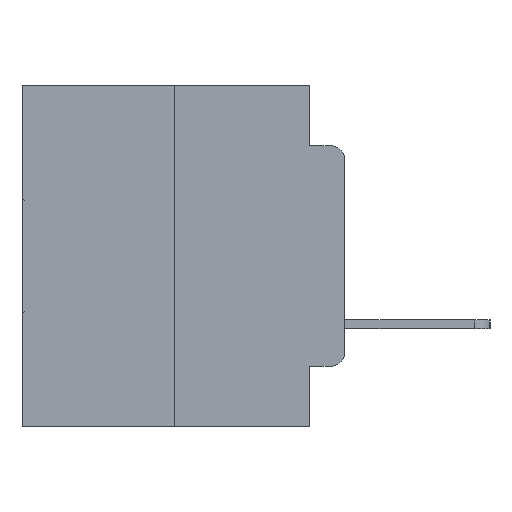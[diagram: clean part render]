
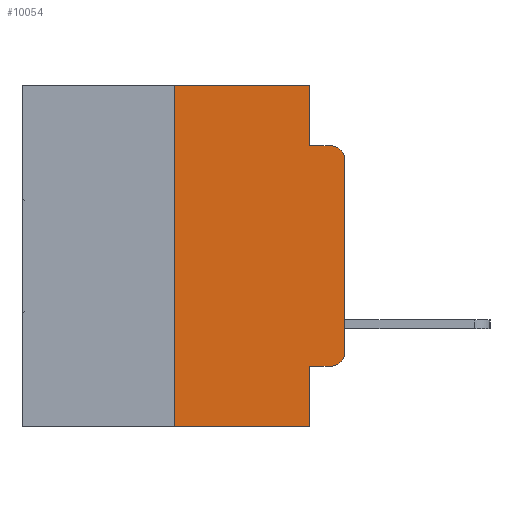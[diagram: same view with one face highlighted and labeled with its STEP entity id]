
A CAD part, left-side view. The second image highlights one B-rep face of the part: STEP entity #10054.
In plain terms, the highlighted planar face has unit normal (-1, 0, 0).
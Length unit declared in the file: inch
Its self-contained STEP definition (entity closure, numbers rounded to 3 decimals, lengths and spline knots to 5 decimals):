
#171 = DIRECTION ( 'NONE',  ( 0., -1., 0. ) ) ;
#604 = CARTESIAN_POINT ( 'NONE',  ( 0., 0.473, -0.5 ) ) ;
#1100 = EDGE_CURVE ( 'NONE', #27557, #27566, #2815, .T. ) ;
#1321 = ORIENTED_EDGE ( 'NONE', *, *, #3827, .F. ) ;
#2094 = CIRCLE ( 'NONE', #7159, 0.02 ) ;
#2163 = VERTEX_POINT ( 'NONE', #5848 ) ;
#2712 = DIRECTION ( 'NONE',  ( 0., -1., 0. ) ) ;
#2815 = CIRCLE ( 'NONE', #24894, 0.02 ) ;
#3311 = CARTESIAN_POINT ( 'NONE',  ( 0., 0.25, -0.5 ) ) ;
#3359 = VECTOR ( 'NONE', #18454, 39.37008 ) ;
#3708 = ORIENTED_EDGE ( 'NONE', *, *, #5526, .F. ) ;
#3827 = EDGE_CURVE ( 'NONE', #4204, #17002, #15582, .T. ) ;
#3998 = ORIENTED_EDGE ( 'NONE', *, *, #12641, .T. ) ;
#4204 = VERTEX_POINT ( 'NONE', #3311 ) ;
#4275 = LINE ( 'NONE', #15748, #15486 ) ;
#5382 = CARTESIAN_POINT ( 'NONE',  ( 0., 0.473, 0. ) ) ;
#5526 = EDGE_CURVE ( 'NONE', #19068, #2163, #11671, .T. ) ;
#5552 = LINE ( 'NONE', #13187, #28255 ) ;
#5621 = VECTOR ( 'NONE', #11454, 39.37008 ) ;
#5711 = LINE ( 'NONE', #25712, #10990 ) ;
#5757 = ORIENTED_EDGE ( 'NONE', *, *, #15588, .F. ) ;
#5848 = CARTESIAN_POINT ( 'NONE',  ( 0., 0.051, -0.0885 ) ) ;
#6248 = VERTEX_POINT ( 'NONE', #18660 ) ;
#6759 = CARTESIAN_POINT ( 'NONE',  ( 0., 0.051, -0.4115 ) ) ;
#7159 = AXIS2_PLACEMENT_3D ( 'NONE', #10840, #26126, #13047 ) ;
#7298 = DIRECTION ( 'NONE',  ( 0., 0., -1. ) ) ;
#7856 = EDGE_LOOP ( 'NONE', ( #12154, #17762, #12501, #3708, #5757, #1321, #3998, #20466, #22683, #24039 ) ) ;
#8475 = EDGE_CURVE ( 'NONE', #6248, #24042, #5552, .T. ) ;
#8993 = VECTOR ( 'NONE', #20319, 39.37008 ) ;
#9920 = DIRECTION ( 'NONE',  ( 1., 0., 0. ) ) ;
#10054 = ADVANCED_FACE ( 'NONE', ( #26300 ), #27313, .F. ) ;
#10536 = EDGE_CURVE ( 'NONE', #12623, #14404, #2094, .T. ) ;
#10840 = CARTESIAN_POINT ( 'NONE',  ( 0., 0.02, -0.1085 ) ) ;
#10990 = VECTOR ( 'NONE', #14958, 39.37008 ) ;
#11454 = DIRECTION ( 'NONE',  ( 0., -1., 0. ) ) ;
#11671 = LINE ( 'NONE', #12615, #16864 ) ;
#12154 = ORIENTED_EDGE ( 'NONE', *, *, #24295, .T. ) ;
#12370 = CARTESIAN_POINT ( 'NONE',  ( 0., 0.02, -0.3915 ) ) ;
#12501 = ORIENTED_EDGE ( 'NONE', *, *, #27732, .F. ) ;
#12615 = CARTESIAN_POINT ( 'NONE',  ( 0., 0.051, 0. ) ) ;
#12623 = VERTEX_POINT ( 'NONE', #14025 ) ;
#12641 = EDGE_CURVE ( 'NONE', #4204, #24042, #15974, .T. ) ;
#12745 = DIRECTION ( 'NONE',  ( 0., 0., -1. ) ) ;
#13047 = DIRECTION ( 'NONE',  ( 0., 0., -1. ) ) ;
#13187 = CARTESIAN_POINT ( 'NONE',  ( 0., 0.051, 0. ) ) ;
#14025 = CARTESIAN_POINT ( 'NONE',  ( 0., 0., -0.1085 ) ) ;
#14404 = VERTEX_POINT ( 'NONE', #25122 ) ;
#14958 = DIRECTION ( 'NONE',  ( 0., 0., 1. ) ) ;
#15486 = VECTOR ( 'NONE', #171, 39.37008 ) ;
#15582 = LINE ( 'NONE', #23760, #8993 ) ;
#15588 = EDGE_CURVE ( 'NONE', #17002, #19068, #4275, .T. ) ;
#15748 = CARTESIAN_POINT ( 'NONE',  ( 0., 0.473, 0. ) ) ;
#15974 = LINE ( 'NONE', #604, #3359 ) ;
#16046 = VECTOR ( 'NONE', #2712, 39.37008 ) ;
#16864 = VECTOR ( 'NONE', #12745, 39.37008 ) ;
#17002 = VERTEX_POINT ( 'NONE', #21840 ) ;
#17666 = DIRECTION ( 'NONE',  ( 0., 0., -1. ) ) ;
#17762 = ORIENTED_EDGE ( 'NONE', *, *, #10536, .T. ) ;
#17798 = EDGE_CURVE ( 'NONE', #6248, #27557, #22504, .T. ) ;
#18454 = DIRECTION ( 'NONE',  ( 0., -1., 0. ) ) ;
#18660 = CARTESIAN_POINT ( 'NONE',  ( 0., 0.051, -0.4115 ) ) ;
#18681 = AXIS2_PLACEMENT_3D ( 'NONE', #5382, #9920, #25241 ) ;
#19068 = VERTEX_POINT ( 'NONE', #24796 ) ;
#20118 = CARTESIAN_POINT ( 'NONE',  ( 0., 0.02, -0.4115 ) ) ;
#20319 = DIRECTION ( 'NONE',  ( 0., 0., 1. ) ) ;
#20466 = ORIENTED_EDGE ( 'NONE', *, *, #8475, .F. ) ;
#21840 = CARTESIAN_POINT ( 'NONE',  ( 0., 0.25, 0. ) ) ;
#22504 = LINE ( 'NONE', #6759, #16046 ) ;
#22683 = ORIENTED_EDGE ( 'NONE', *, *, #17798, .T. ) ;
#22720 = DIRECTION ( 'NONE',  ( -1., 0., 0. ) ) ;
#23760 = CARTESIAN_POINT ( 'NONE',  ( 0., 0.25, 0. ) ) ;
#24039 = ORIENTED_EDGE ( 'NONE', *, *, #1100, .T. ) ;
#24042 = VERTEX_POINT ( 'NONE', #27052 ) ;
#24295 = EDGE_CURVE ( 'NONE', #27566, #12623, #5711, .T. ) ;
#24796 = CARTESIAN_POINT ( 'NONE',  ( 0., 0.051, 0. ) ) ;
#24894 = AXIS2_PLACEMENT_3D ( 'NONE', #12370, #22720, #7298 ) ;
#25122 = CARTESIAN_POINT ( 'NONE',  ( 0., 0.02, -0.0885 ) ) ;
#25241 = DIRECTION ( 'NONE',  ( 0., 0., -1. ) ) ;
#25712 = CARTESIAN_POINT ( 'NONE',  ( 0., 0., 0. ) ) ;
#26126 = DIRECTION ( 'NONE',  ( -1., 0., 0. ) ) ;
#26300 = FACE_OUTER_BOUND ( 'NONE', #7856, .T. ) ;
#26652 = CARTESIAN_POINT ( 'NONE',  ( 0., 0., -0.3915 ) ) ;
#26724 = CARTESIAN_POINT ( 'NONE',  ( 0., 0.051, -0.0885 ) ) ;
#27052 = CARTESIAN_POINT ( 'NONE',  ( 0., 0.051, -0.5 ) ) ;
#27313 = PLANE ( 'NONE',  #18681 ) ;
#27557 = VERTEX_POINT ( 'NONE', #20118 ) ;
#27566 = VERTEX_POINT ( 'NONE', #26652 ) ;
#27732 = EDGE_CURVE ( 'NONE', #2163, #14404, #28324, .T. ) ;
#28255 = VECTOR ( 'NONE', #17666, 39.37008 ) ;
#28324 = LINE ( 'NONE', #26724, #5621 ) ;
